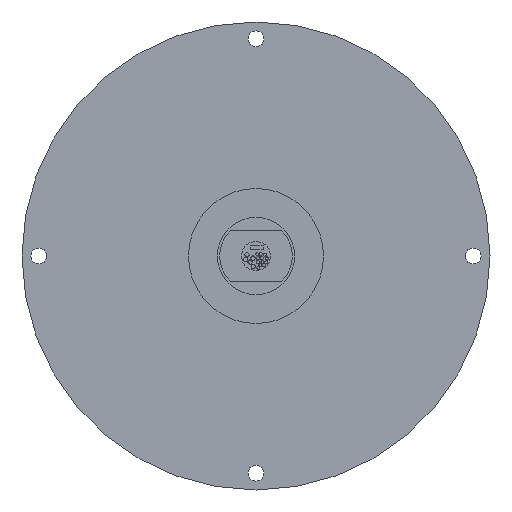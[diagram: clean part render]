
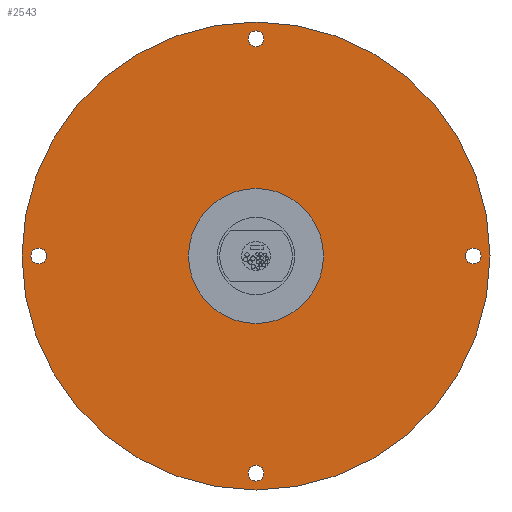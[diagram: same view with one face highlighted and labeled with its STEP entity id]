
A CAD part, left-side view. The second image highlights one B-rep face of the part: STEP entity #2543.
In plain terms, the highlighted planar face has unit normal (-1, 0, 0).
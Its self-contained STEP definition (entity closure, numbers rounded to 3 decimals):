
#6 = AXIS2_PLACEMENT_3D ( 'NONE', #955, #1509, #3058 ) ;
#9 = CARTESIAN_POINT ( 'NONE',  ( 111.1, 3.3, -90. ) ) ;
#16 = CARTESIAN_POINT ( 'NONE',  ( 111.1, 0., 0. ) ) ;
#145 = EDGE_CURVE ( 'NONE', #3417, #4375, #2467, .T. ) ;
#147 = DIRECTION ( 'NONE',  ( 0., -1., 0. ) ) ;
#235 = CARTESIAN_POINT ( 'NONE',  ( 111.1, 28., 0. ) ) ;
#248 = EDGE_CURVE ( 'NONE', #4375, #3417, #2331, .T. ) ;
#311 = ORIENTED_EDGE ( 'NONE', *, *, #1477, .T. ) ;
#340 = AXIS2_PLACEMENT_3D ( 'NONE', #16, #2473, #393 ) ;
#393 = DIRECTION ( 'NONE',  ( 0., 0., -1. ) ) ;
#406 = EDGE_CURVE ( 'NONE', #1600, #3451, #2189, .T. ) ;
#424 = CIRCLE ( 'NONE', #340, 97. ) ;
#458 = ORIENTED_EDGE ( 'NONE', *, *, #1643, .F. ) ;
#465 = DIRECTION ( 'NONE',  ( 0., 0., -1. ) ) ;
#501 = FACE_OUTER_BOUND ( 'NONE', #4294, .T. ) ;
#502 = FACE_BOUND ( 'NONE', #4039, .T. ) ;
#506 = FACE_BOUND ( 'NONE', #2886, .T. ) ;
#508 = FACE_BOUND ( 'NONE', #1950, .T. ) ;
#517 = FACE_BOUND ( 'NONE', #3826, .T. ) ;
#520 = CARTESIAN_POINT ( 'NONE',  ( 111.1, 0., 0. ) ) ;
#525 = FACE_BOUND ( 'NONE', #3013, .T. ) ;
#594 = PLANE ( 'NONE',  #1257 ) ;
#623 = CARTESIAN_POINT ( 'NONE',  ( 111.1, -90., 3.3 ) ) ;
#649 = CARTESIAN_POINT ( 'NONE',  ( 111.1, 0., 90. ) ) ;
#705 = CARTESIAN_POINT ( 'NONE',  ( 111.1, 90., 0. ) ) ;
#800 = ORIENTED_EDGE ( 'NONE', *, *, #2740, .F. ) ;
#822 = DIRECTION ( 'NONE',  ( 0., 0., -1. ) ) ;
#858 = VERTEX_POINT ( 'NONE', #3912 ) ;
#879 = CARTESIAN_POINT ( 'NONE',  ( 111.1, 0., 0. ) ) ;
#883 = DIRECTION ( 'NONE',  ( 0., 0., -1. ) ) ;
#908 = EDGE_CURVE ( 'NONE', #2868, #4673, #1737, .T. ) ;
#955 = CARTESIAN_POINT ( 'NONE',  ( 111.1, -90., 0. ) ) ;
#994 = AXIS2_PLACEMENT_3D ( 'NONE', #2289, #2274, #2007 ) ;
#997 = EDGE_CURVE ( 'NONE', #858, #3358, #1726, .T. ) ;
#1007 = DIRECTION ( 'NONE',  ( 0., -1., 0. ) ) ;
#1017 = CARTESIAN_POINT ( 'NONE',  ( 111.1, 0., -28. ) ) ;
#1038 = AXIS2_PLACEMENT_3D ( 'NONE', #649, #3095, #1007 ) ;
#1041 = AXIS2_PLACEMENT_3D ( 'NONE', #4629, #2591, #147 ) ;
#1058 = CIRCLE ( 'NONE', #994, 3.3 ) ;
#1168 = ORIENTED_EDGE ( 'NONE', *, *, #406, .F. ) ;
#1195 = CIRCLE ( 'NONE', #2862, 3.3 ) ;
#1257 = AXIS2_PLACEMENT_3D ( 'NONE', #235, #3737, #1664 ) ;
#1309 = CIRCLE ( 'NONE', #4470, 28. ) ;
#1369 = AXIS2_PLACEMENT_3D ( 'NONE', #2881, #2836, #822 ) ;
#1378 = EDGE_CURVE ( 'NONE', #3723, #1858, #1426, .T. ) ;
#1416 = DIRECTION ( 'NONE',  ( 0., 1., 0. ) ) ;
#1426 = CIRCLE ( 'NONE', #6, 3.3 ) ;
#1477 = EDGE_CURVE ( 'NONE', #3528, #2600, #1309, .T. ) ;
#1504 = ORIENTED_EDGE ( 'NONE', *, *, #997, .F. ) ;
#1509 = DIRECTION ( 'NONE',  ( -1., 0., 0. ) ) ;
#1554 = ORIENTED_EDGE ( 'NONE', *, *, #1884, .F. ) ;
#1578 = AXIS2_PLACEMENT_3D ( 'NONE', #520, #2969, #883 ) ;
#1600 = VERTEX_POINT ( 'NONE', #2512 ) ;
#1643 = EDGE_CURVE ( 'NONE', #3451, #1600, #1195, .T. ) ;
#1664 = DIRECTION ( 'NONE',  ( 0., 0., 1. ) ) ;
#1704 = DIRECTION ( 'NONE',  ( -1., 0., 0. ) ) ;
#1726 = CIRCLE ( 'NONE', #1369, 97. ) ;
#1737 = CIRCLE ( 'NONE', #1041, 3.3 ) ;
#1785 = DIRECTION ( 'NONE',  ( 0., 0., 1. ) ) ;
#1814 = DIRECTION ( 'NONE',  ( -1., 0., 0. ) ) ;
#1829 = CARTESIAN_POINT ( 'NONE',  ( 111.1, 0., 28. ) ) ;
#1858 = VERTEX_POINT ( 'NONE', #4077 ) ;
#1884 = EDGE_CURVE ( 'NONE', #1858, #3723, #1058, .T. ) ;
#1950 = EDGE_LOOP ( 'NONE', ( #1554, #3905 ) ) ;
#2007 = DIRECTION ( 'NONE',  ( 0., 0., -1. ) ) ;
#2086 = CARTESIAN_POINT ( 'NONE',  ( 111.1, 3.3, 90. ) ) ;
#2143 = ORIENTED_EDGE ( 'NONE', *, *, #4513, .F. ) ;
#2189 = CIRCLE ( 'NONE', #3954, 3.3 ) ;
#2274 = DIRECTION ( 'NONE',  ( -1., 0., 0. ) ) ;
#2289 = CARTESIAN_POINT ( 'NONE',  ( 111.1, -90., 0. ) ) ;
#2331 = CIRCLE ( 'NONE', #3391, 3.3 ) ;
#2429 = CARTESIAN_POINT ( 'NONE',  ( 111.1, 0., -97. ) ) ;
#2467 = CIRCLE ( 'NONE', #3412, 3.3 ) ;
#2473 = DIRECTION ( 'NONE',  ( 1., 0., 0. ) ) ;
#2512 = CARTESIAN_POINT ( 'NONE',  ( 111.1, -3.3, -90. ) ) ;
#2543 = ADVANCED_FACE ( 'NONE', ( #525, #508, #517, #506, #502, #501 ), #594, .T. ) ;
#2591 = DIRECTION ( 'NONE',  ( -1., 0., 0. ) ) ;
#2600 = VERTEX_POINT ( 'NONE', #1017 ) ;
#2613 = ORIENTED_EDGE ( 'NONE', *, *, #145, .F. ) ;
#2740 = EDGE_CURVE ( 'NONE', #3358, #858, #424, .T. ) ;
#2836 = DIRECTION ( 'NONE',  ( 1., 0., 0. ) ) ;
#2862 = AXIS2_PLACEMENT_3D ( 'NONE', #3942, #3854, #3837 ) ;
#2868 = VERTEX_POINT ( 'NONE', #3258 ) ;
#2876 = CARTESIAN_POINT ( 'NONE',  ( 111.1, 90., 0. ) ) ;
#2881 = CARTESIAN_POINT ( 'NONE',  ( 111.1, 0., 0. ) ) ;
#2886 = EDGE_LOOP ( 'NONE', ( #3920, #2613 ) ) ;
#2969 = DIRECTION ( 'NONE',  ( 1., 0., 0. ) ) ;
#2980 = DIRECTION ( 'NONE',  ( 0., 0., 1. ) ) ;
#3013 = EDGE_LOOP ( 'NONE', ( #458, #1168 ) ) ;
#3016 = CARTESIAN_POINT ( 'NONE',  ( 111.1, 90., 3.3 ) ) ;
#3058 = DIRECTION ( 'NONE',  ( 0., 0., -1. ) ) ;
#3095 = DIRECTION ( 'NONE',  ( -1., 0., 0. ) ) ;
#3258 = CARTESIAN_POINT ( 'NONE',  ( 111.1, -3.3, 90. ) ) ;
#3358 = VERTEX_POINT ( 'NONE', #2429 ) ;
#3391 = AXIS2_PLACEMENT_3D ( 'NONE', #2876, #3555, #1785 ) ;
#3412 = AXIS2_PLACEMENT_3D ( 'NONE', #705, #1704, #2980 ) ;
#3417 = VERTEX_POINT ( 'NONE', #4732 ) ;
#3451 = VERTEX_POINT ( 'NONE', #9 ) ;
#3528 = VERTEX_POINT ( 'NONE', #1829 ) ;
#3555 = DIRECTION ( 'NONE',  ( -1., 0., 0. ) ) ;
#3723 = VERTEX_POINT ( 'NONE', #623 ) ;
#3737 = DIRECTION ( 'NONE',  ( -1., 0., 0. ) ) ;
#3826 = EDGE_LOOP ( 'NONE', ( #3879, #2143 ) ) ;
#3837 = DIRECTION ( 'NONE',  ( 0., 1., 0. ) ) ;
#3854 = DIRECTION ( 'NONE',  ( -1., 0., 0. ) ) ;
#3879 = ORIENTED_EDGE ( 'NONE', *, *, #908, .F. ) ;
#3891 = CARTESIAN_POINT ( 'NONE',  ( 111.1, 0., -90. ) ) ;
#3905 = ORIENTED_EDGE ( 'NONE', *, *, #1378, .F. ) ;
#3912 = CARTESIAN_POINT ( 'NONE',  ( 111.1, 0., 97. ) ) ;
#3920 = ORIENTED_EDGE ( 'NONE', *, *, #248, .F. ) ;
#3942 = CARTESIAN_POINT ( 'NONE',  ( 111.1, 0., -90. ) ) ;
#3954 = AXIS2_PLACEMENT_3D ( 'NONE', #3891, #1814, #1416 ) ;
#4039 = EDGE_LOOP ( 'NONE', ( #4243, #311 ) ) ;
#4077 = CARTESIAN_POINT ( 'NONE',  ( 111.1, -90., -3.3 ) ) ;
#4083 = CIRCLE ( 'NONE', #1038, 3.3 ) ;
#4243 = ORIENTED_EDGE ( 'NONE', *, *, #4292, .T. ) ;
#4247 = CIRCLE ( 'NONE', #1578, 28. ) ;
#4292 = EDGE_CURVE ( 'NONE', #2600, #3528, #4247, .T. ) ;
#4294 = EDGE_LOOP ( 'NONE', ( #800, #1504 ) ) ;
#4375 = VERTEX_POINT ( 'NONE', #3016 ) ;
#4459 = DIRECTION ( 'NONE',  ( 1., 0., 0. ) ) ;
#4470 = AXIS2_PLACEMENT_3D ( 'NONE', #879, #4459, #465 ) ;
#4513 = EDGE_CURVE ( 'NONE', #4673, #2868, #4083, .T. ) ;
#4629 = CARTESIAN_POINT ( 'NONE',  ( 111.1, 0., 90. ) ) ;
#4673 = VERTEX_POINT ( 'NONE', #2086 ) ;
#4732 = CARTESIAN_POINT ( 'NONE',  ( 111.1, 90., -3.3 ) ) ;
